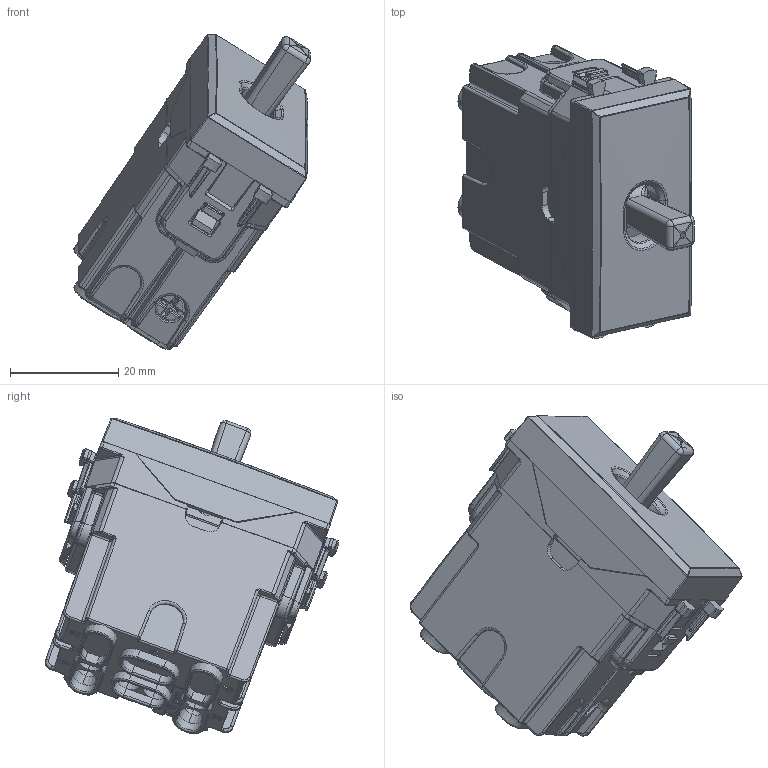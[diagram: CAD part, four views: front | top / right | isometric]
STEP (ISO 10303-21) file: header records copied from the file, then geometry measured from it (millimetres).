
FILE_DESCRIPTION(('CATIA V5 STEP Exchange'),'2;1');
FILE_NAME('446051LV.stp','2024-02-15T10:04:47+00:00',('none'),('none'),'CATIA Version 5-6 Release 2016 SP6','CATIA V5 STEP AP203','none');
FILE_SCHEMA(('CONFIG_CONTROL_DESIGN'));
Length unit declared in the file: millimetre
Products named in the file (1): 446051LV
Assembly tree (14 placements, depth 2):
  446051LV
    #57
    #42854
    #62752  x2
    #64284  x3
    #66197  x3
    #67089
    #69739
    #75393
    #133152
Bounding box: 43.57 x 54.13 x 58.16 mm (x, y, z)
Volume: 18829.1 mm3; surface area: 29786.9 mm2
Topology: 16 solids, 16 shells, 3720 faces, 9791 edges, 5940 vertices
Faces by surface type: plane 1547, cylinder 1208, bspline 497, cone 195, sphere 134, torus 123, extrusion 12, revolution 4
Entity records: 135285 total; most frequent: CARTESIAN_POINT 61307, ORIENTED_EDGE 18046, DIRECTION 10496, EDGE_CURVE 9023, VERTEX_POINT 5560, VECTOR 4426, LINE 4414, AXIS2_PLACEMENT_3D 3694
